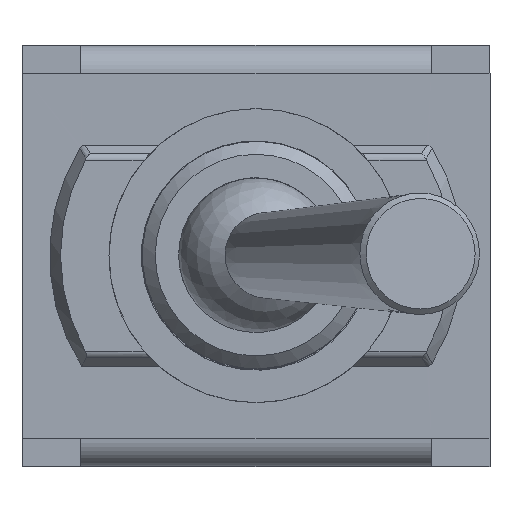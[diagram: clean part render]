
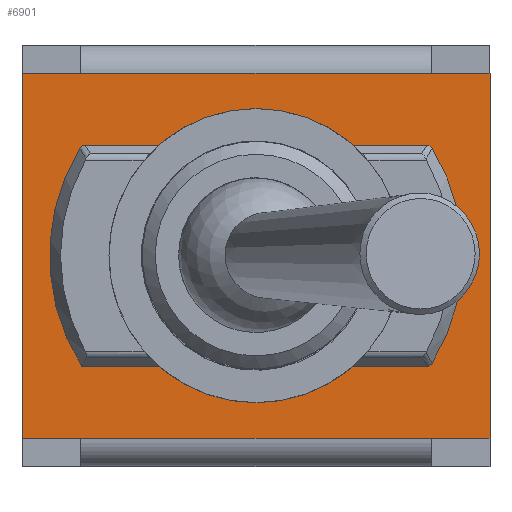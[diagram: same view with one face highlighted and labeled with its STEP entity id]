
A CAD part, top view. The second image highlights one B-rep face of the part: STEP entity #6901.
In plain terms, the highlighted planar face has unit normal (0, 0, 1).
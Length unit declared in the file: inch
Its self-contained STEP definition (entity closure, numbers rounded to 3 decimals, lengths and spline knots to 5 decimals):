
#27=B_SPLINE_CURVE_WITH_KNOTS('',3,(#10607,#10608,#10609,#10610,#10611,
#10612,#10613,#10614,#10615,#10616),.UNSPECIFIED.,.F.,.F.,(4,3,3,4),(0.,
0.00698,0.01236,0.01783),.UNSPECIFIED.);
#35=B_SPLINE_CURVE_WITH_KNOTS('',3,(#10695,#10696,#10697,#10698,#10699,
#10700,#10701,#10702,#10703,#10704),.UNSPECIFIED.,.F.,.F.,(4,3,3,4),(0.,
0.00698,0.01236,0.01783),
 .UNSPECIFIED.);
#43=B_SPLINE_CURVE_WITH_KNOTS('',3,(#10799,#10800,#10801,#10802,#10803,
#10804,#10805,#10806,#10807,#10808),.UNSPECIFIED.,.F.,.F.,(4,3,3,4),(0.,
0.00698,0.01236,0.01783),
 .UNSPECIFIED.);
#70=FACE_BOUND('',#1054,.T.);
#228=PLANE('',#7529);
#639=FACE_OUTER_BOUND('',#1053,.T.);
#1053=EDGE_LOOP('',(#5876,#5877,#5878,#5879,#5880,#5881,#5882,#5883));
#1054=EDGE_LOOP('',(#5884,#5885,#5886,#5887,#5888,#5889,#5890));
#1313=CIRCLE('',#7399,0.22047);
#1326=CIRCLE('',#7437,0.22047);
#1651=LINE('',#10746,#2404);
#1656=LINE('',#10840,#2409);
#1827=LINE('',#11266,#2580);
#1831=LINE('',#11273,#2584);
#1833=LINE('',#11276,#2586);
#1837=LINE('',#11285,#2590);
#1839=LINE('',#11290,#2592);
#1841=LINE('',#11293,#2594);
#1844=LINE('',#11302,#2597);
#1845=LINE('',#11305,#2598);
#2404=VECTOR('',#8679,0.3937);
#2409=VECTOR('',#8702,0.3937);
#2580=VECTOR('',#9083,0.3937);
#2584=VECTOR('',#9089,0.3937);
#2586=VECTOR('',#9093,0.3937);
#2590=VECTOR('',#9099,0.3937);
#2592=VECTOR('',#9103,0.3937);
#2594=VECTOR('',#9107,0.3937);
#2597=VECTOR('',#9120,0.3937);
#2598=VECTOR('',#9125,0.3937);
#3207=VERTEX_POINT('',#10605);
#3208=VERTEX_POINT('',#10606);
#3216=VERTEX_POINT('',#10667);
#3218=VERTEX_POINT('',#10693);
#3219=VERTEX_POINT('',#10694);
#3232=VERTEX_POINT('',#10798);
#3235=VERTEX_POINT('',#10836);
#3281=VERTEX_POINT('',#10976);
#3284=VERTEX_POINT('',#10983);
#3327=VERTEX_POINT('',#11108);
#3379=VERTEX_POINT('',#11264);
#3380=VERTEX_POINT('',#11269);
#3382=VERTEX_POINT('',#11278);
#3385=VERTEX_POINT('',#11283);
#3387=VERTEX_POINT('',#11288);
#4008=EDGE_CURVE('',#3207,#3208,#27,.T.);
#4019=EDGE_CURVE('',#3208,#3216,#1313,.T.);
#4022=EDGE_CURVE('',#3218,#3219,#35,.T.);
#4030=EDGE_CURVE('',#3219,#3207,#1651,.T.);
#4041=EDGE_CURVE('',#3216,#3232,#43,.T.);
#4047=EDGE_CURVE('',#3232,#3235,#1656,.T.);
#4074=EDGE_CURVE('',#3235,#3218,#1326,.T.);
#4254=EDGE_CURVE('',#3284,#3379,#1827,.T.);
#4258=EDGE_CURVE('',#3327,#3380,#1831,.T.);
#4260=EDGE_CURVE('',#3379,#3380,#1833,.T.);
#4264=EDGE_CURVE('',#3385,#3382,#1837,.T.);
#4266=EDGE_CURVE('',#3281,#3387,#1839,.T.);
#4268=EDGE_CURVE('',#3387,#3382,#1841,.T.);
#4273=EDGE_CURVE('',#3284,#3385,#1844,.T.);
#4275=EDGE_CURVE('',#3327,#3281,#1845,.T.);
#5876=ORIENTED_EDGE('',*,*,#4275,.T.);
#5877=ORIENTED_EDGE('',*,*,#4266,.T.);
#5878=ORIENTED_EDGE('',*,*,#4268,.T.);
#5879=ORIENTED_EDGE('',*,*,#4264,.F.);
#5880=ORIENTED_EDGE('',*,*,#4273,.F.);
#5881=ORIENTED_EDGE('',*,*,#4254,.T.);
#5882=ORIENTED_EDGE('',*,*,#4260,.T.);
#5883=ORIENTED_EDGE('',*,*,#4258,.F.);
#5884=ORIENTED_EDGE('',*,*,#4022,.T.);
#5885=ORIENTED_EDGE('',*,*,#4030,.T.);
#5886=ORIENTED_EDGE('',*,*,#4008,.T.);
#5887=ORIENTED_EDGE('',*,*,#4019,.T.);
#5888=ORIENTED_EDGE('',*,*,#4041,.T.);
#5889=ORIENTED_EDGE('',*,*,#4047,.T.);
#5890=ORIENTED_EDGE('',*,*,#4074,.T.);
#6901=ADVANCED_FACE('',(#639,#70),#228,.T.);
#7399=AXIS2_PLACEMENT_3D('',#10672,#8666,#8667);
#7437=AXIS2_PLACEMENT_3D('',#10899,#8765,#8766);
#7529=AXIS2_PLACEMENT_3D('',#11304,#9123,#9124);
#8666=DIRECTION('center_axis',(0.,0.,
-1.));
#8667=DIRECTION('ref_axis',(-0.844,0.536,0.));
#8679=DIRECTION('',(1.,0.,0.));
#8702=DIRECTION('',(-1.,0.,0.));
#8765=DIRECTION('center_axis',(0.,0.,
-1.));
#8766=DIRECTION('ref_axis',(0.844,-0.536,0.));
#9083=DIRECTION('',(-1.,0.,0.));
#9089=DIRECTION('',(-1.,0.,0.));
#9093=DIRECTION('',(0.,-1.,0.));
#9099=DIRECTION('',(1.,0.,0.));
#9103=DIRECTION('',(1.,0.,0.));
#9107=DIRECTION('',(0.,1.,0.));
#9120=DIRECTION('',(1.,0.,0.));
#9123=DIRECTION('center_axis',(0.,0.,
1.));
#9124=DIRECTION('ref_axis',(1.,0.,0.));
#9125=DIRECTION('',(1.,0.,0.));
#10605=CARTESIAN_POINT('',(0.18237,0.11811,0.35));
#10606=CARTESIAN_POINT('',(0.18819,0.11484,0.35));
#10607=CARTESIAN_POINT('Ctrl Pts',(0.18237,0.11811,
0.35));
#10608=CARTESIAN_POINT('Ctrl Pts',(0.18329,0.11811,
0.35));
#10609=CARTESIAN_POINT('Ctrl Pts',(0.18419,0.11793,0.35));
#10610=CARTESIAN_POINT('Ctrl Pts',(0.18503,0.11758,
0.34999));
#10611=CARTESIAN_POINT('Ctrl Pts',(0.18568,0.11731,
0.34999));
#10612=CARTESIAN_POINT('Ctrl Pts',(0.18628,0.11693,
0.34999));
#10613=CARTESIAN_POINT('Ctrl Pts',(0.18681,0.11647,
0.35));
#10614=CARTESIAN_POINT('Ctrl Pts',(0.18736,0.11601,
0.35));
#10615=CARTESIAN_POINT('Ctrl Pts',(0.18782,0.11546,
0.35));
#10616=CARTESIAN_POINT('Ctrl Pts',(0.18819,0.11484,
0.35));
#10667=CARTESIAN_POINT('',(0.18819,-0.11484,0.35));
#10672=CARTESIAN_POINT('Origin',(-0.00001,0.,
0.35));
#10693=CARTESIAN_POINT('',(-0.18821,0.11484,0.35));
#10694=CARTESIAN_POINT('',(-0.18238,0.11811,0.35));
#10695=CARTESIAN_POINT('Ctrl Pts',(-0.18821,0.11484,
0.35));
#10696=CARTESIAN_POINT('Ctrl Pts',(-0.18773,0.11563,
0.35));
#10697=CARTESIAN_POINT('Ctrl Pts',(-0.18711,0.1163,
0.35));
#10698=CARTESIAN_POINT('Ctrl Pts',(-0.18637,0.11684,
0.34999));
#10699=CARTESIAN_POINT('Ctrl Pts',(-0.18579,0.11725,
0.34999));
#10700=CARTESIAN_POINT('Ctrl Pts',(-0.18517,0.11757,
0.34999));
#10701=CARTESIAN_POINT('Ctrl Pts',(-0.18449,0.11778,
0.35));
#10702=CARTESIAN_POINT('Ctrl Pts',(-0.18381,0.118,
0.35));
#10703=CARTESIAN_POINT('Ctrl Pts',(-0.1831,0.11811,
0.35));
#10704=CARTESIAN_POINT('Ctrl Pts',(-0.18238,0.11811,
0.35));
#10746=CARTESIAN_POINT('',(-0.09309,0.11811,0.35));
#10798=CARTESIAN_POINT('',(0.18237,-0.11811,0.35));
#10799=CARTESIAN_POINT('Ctrl Pts',(0.18819,-0.11484,
0.35));
#10800=CARTESIAN_POINT('Ctrl Pts',(0.18772,-0.11563,
0.35));
#10801=CARTESIAN_POINT('Ctrl Pts',(0.1871,-0.1163,
0.35));
#10802=CARTESIAN_POINT('Ctrl Pts',(0.18636,-0.11684,
0.34999));
#10803=CARTESIAN_POINT('Ctrl Pts',(0.18578,-0.11725,
0.34999));
#10804=CARTESIAN_POINT('Ctrl Pts',(0.18515,-0.11757,
0.34999));
#10805=CARTESIAN_POINT('Ctrl Pts',(0.18448,-0.11778,
0.35));
#10806=CARTESIAN_POINT('Ctrl Pts',(0.1838,-0.118,
0.35));
#10807=CARTESIAN_POINT('Ctrl Pts',(0.18309,-0.11811,
0.35));
#10808=CARTESIAN_POINT('Ctrl Pts',(0.18237,-0.11811,
0.35));
#10836=CARTESIAN_POINT('',(-0.18617,-0.11811,0.35));
#10840=CARTESIAN_POINT('',(0.,-0.11811,0.35));
#10899=CARTESIAN_POINT('Origin',(-0.00001,0.,
0.35));
#10976=CARTESIAN_POINT('',(0.18701,-0.19508,0.35));
#10983=CARTESIAN_POINT('',(-0.18701,0.19508,0.35));
#11108=CARTESIAN_POINT('',(-0.18701,-0.19508,0.35));
#11264=CARTESIAN_POINT('',(-0.25,0.19508,0.35));
#11266=CARTESIAN_POINT('',(-0.18701,0.19508,0.35));
#11269=CARTESIAN_POINT('',(-0.25,-0.19508,0.35));
#11273=CARTESIAN_POINT('',(-0.18701,-0.19508,0.35));
#11276=CARTESIAN_POINT('',(-0.25,-0.19508,0.35));
#11278=CARTESIAN_POINT('',(0.25,0.19508,0.35));
#11283=CARTESIAN_POINT('',(0.18701,0.19508,0.35));
#11285=CARTESIAN_POINT('',(0.18701,0.19508,0.35));
#11288=CARTESIAN_POINT('',(0.25,-0.19508,0.35));
#11290=CARTESIAN_POINT('',(0.18701,-0.19508,0.35));
#11293=CARTESIAN_POINT('',(0.25,-0.19508,0.35));
#11302=CARTESIAN_POINT('',(0.,0.19508,0.35));
#11304=CARTESIAN_POINT('Origin',(0.,0.19508,
0.35));
#11305=CARTESIAN_POINT('',(0.,-0.19508,0.35));
